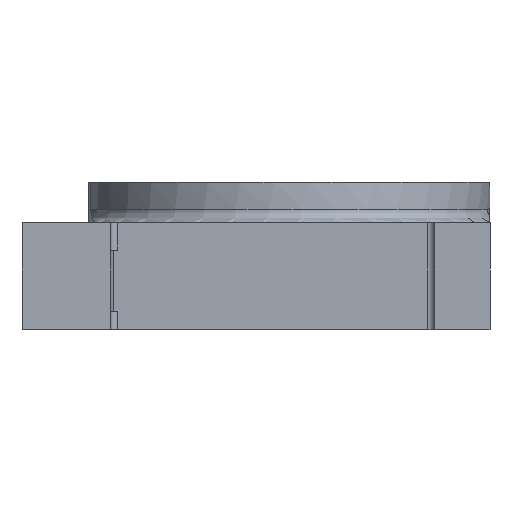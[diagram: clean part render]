
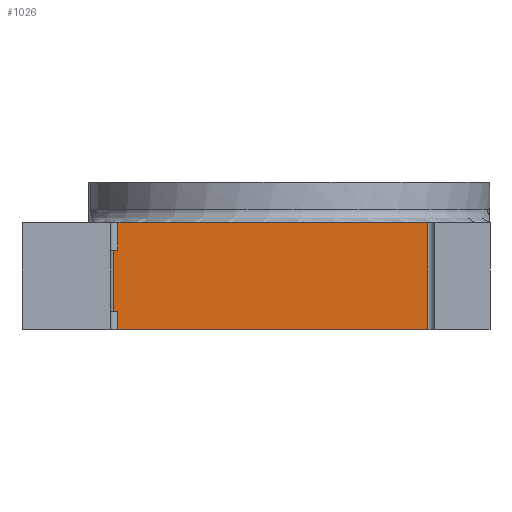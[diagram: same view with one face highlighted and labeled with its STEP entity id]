
A CAD part, left-side view. The second image highlights one B-rep face of the part: STEP entity #1026.
In plain terms, the highlighted planar face has unit normal (-1, 0, 0).
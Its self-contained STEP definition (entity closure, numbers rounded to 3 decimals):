
#90=PLANE('',#1111);
#126=FACE_OUTER_BOUND('',#182,.T.);
#182=EDGE_LOOP('',(#793,#794,#795,#796,#797,#798,#799,#800));
#248=LINE('',#1454,#325);
#252=LINE('',#1469,#329);
#271=LINE('',#1728,#348);
#279=LINE('',#1743,#356);
#280=LINE('',#1747,#357);
#281=LINE('',#1749,#358);
#282=LINE('',#1750,#359);
#283=LINE('',#1751,#360);
#325=VECTOR('',#1190,10.);
#329=VECTOR('',#1204,10.);
#348=VECTOR('',#1277,10.);
#356=VECTOR('',#1289,10.);
#357=VECTOR('',#1294,10.);
#358=VECTOR('',#1295,10.);
#359=VECTOR('',#1296,10.);
#360=VECTOR('',#1297,0.5);
#446=VERTEX_POINT('',#1451);
#447=VERTEX_POINT('',#1453);
#452=VERTEX_POINT('',#1466);
#453=VERTEX_POINT('',#1468);
#486=VERTEX_POINT('',#1726);
#491=VERTEX_POINT('',#1742);
#492=VERTEX_POINT('',#1746);
#493=VERTEX_POINT('',#1748);
#549=EDGE_CURVE('',#447,#446,#248,.T.);
#556=EDGE_CURVE('',#453,#452,#252,.T.);
#605=EDGE_CURVE('',#486,#446,#271,.T.);
#613=EDGE_CURVE('',#453,#491,#279,.T.);
#615=EDGE_CURVE('',#492,#486,#280,.T.);
#616=EDGE_CURVE('',#493,#492,#281,.T.);
#617=EDGE_CURVE('',#491,#493,#282,.T.);
#618=EDGE_CURVE('',#447,#452,#283,.T.);
#793=ORIENTED_EDGE('',*,*,#605,.F.);
#794=ORIENTED_EDGE('',*,*,#615,.F.);
#795=ORIENTED_EDGE('',*,*,#616,.F.);
#796=ORIENTED_EDGE('',*,*,#617,.F.);
#797=ORIENTED_EDGE('',*,*,#613,.F.);
#798=ORIENTED_EDGE('',*,*,#556,.T.);
#799=ORIENTED_EDGE('',*,*,#618,.F.);
#800=ORIENTED_EDGE('',*,*,#549,.T.);
#1026=ADVANCED_FACE('',(#126),#90,.T.);
#1111=AXIS2_PLACEMENT_3D('',#1745,#1292,#1293);
#1190=DIRECTION('',(0.,-1.,0.));
#1204=DIRECTION('',(0.,1.,0.));
#1277=DIRECTION('',(0.,0.,1.));
#1289=DIRECTION('',(0.,0.,1.));
#1292=DIRECTION('center_axis',(-1.,0.,0.));
#1293=DIRECTION('ref_axis',(0.,-1.,0.));
#1294=DIRECTION('',(0.,1.,0.));
#1295=DIRECTION('',(0.,0.,-1.));
#1296=DIRECTION('',(0.,-1.,0.));
#1297=DIRECTION('',(0.,0.,1.));
#1451=CARTESIAN_POINT('',(177.983,12.858,1.375));
#1453=CARTESIAN_POINT('',(177.983,13.166,1.375));
#1454=CARTESIAN_POINT('',(177.983,14.683,1.375));
#1466=CARTESIAN_POINT('',(177.983,13.166,5.942));
#1468=CARTESIAN_POINT('',(177.983,12.858,5.942));
#1469=CARTESIAN_POINT('',(177.983,14.683,5.942));
#1726=CARTESIAN_POINT('',(177.983,12.858,0.));
#1728=CARTESIAN_POINT('',(177.983,12.858,0.));
#1742=CARTESIAN_POINT('',(177.983,12.858,8.));
#1743=CARTESIAN_POINT('',(177.983,12.858,0.));
#1745=CARTESIAN_POINT('Origin',(177.983,11.358,0.));
#1746=CARTESIAN_POINT('',(177.983,-10.342,0.));
#1747=CARTESIAN_POINT('',(177.983,5.683,0.));
#1748=CARTESIAN_POINT('',(177.983,-10.342,8.));
#1749=CARTESIAN_POINT('',(177.983,-10.342,0.));
#1750=CARTESIAN_POINT('',(177.983,5.683,8.));
#1751=CARTESIAN_POINT('',(177.983,13.166,1.375));
